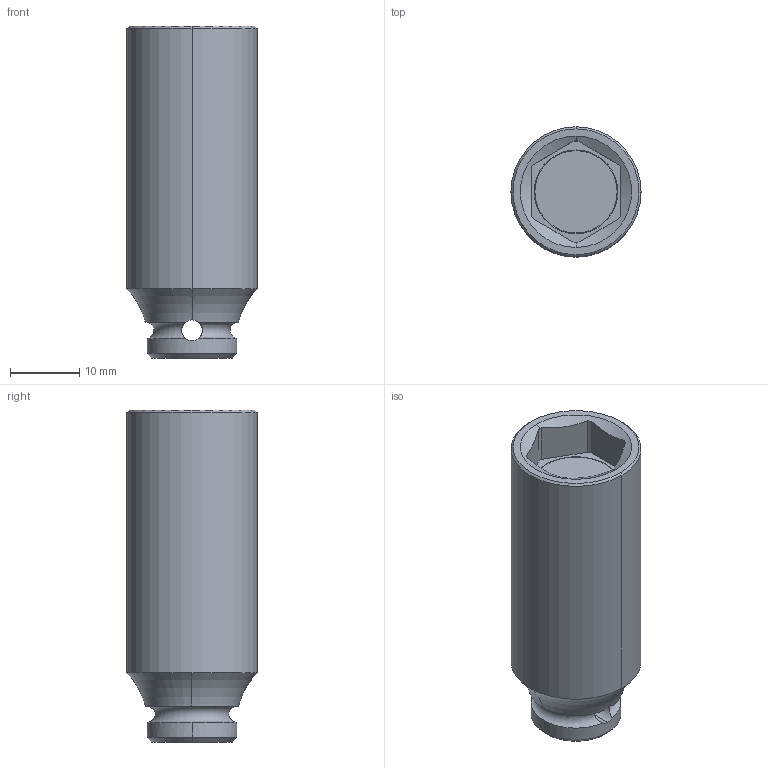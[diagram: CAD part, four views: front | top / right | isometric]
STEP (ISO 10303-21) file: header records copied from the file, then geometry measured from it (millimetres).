
FILE_DESCRIPTION((''),'2;1');
FILE_NAME('4027118613','2023-08-24T15:09:59',('A00565553'),(''),'CREO PARAMETRIC BY PTC INC, 2022414','CREO PARAMETRIC BY PTC INC, 2022414','');
FILE_SCHEMA(('CONFIG_CONTROL_DESIGN','GEOMETRIC_VALIDATION_PROPERTIES_MIM'));
Length unit declared in the file: millimetre
Products named in the file (1): 4027118613
Bounding box: 18.8 x 18.8 x 48 mm (x, y, z)
Volume: 10026.5 mm3; surface area: 4851.5 mm2
Topology: 2 solids, 2 shells, 65 faces, 169 edges, 108 vertices
Faces by surface type: cylinder 25, plane 24, cone 12, torus 4
Entity records: 2285 total; most frequent: CARTESIAN_POINT 568, ORIENTED_EDGE 338, DIRECTION 336, EDGE_CURVE 169, AXIS2_PLACEMENT_3D 135, VERTEX_POINT 108, EDGE_LOOP 71, CIRCLE 70
